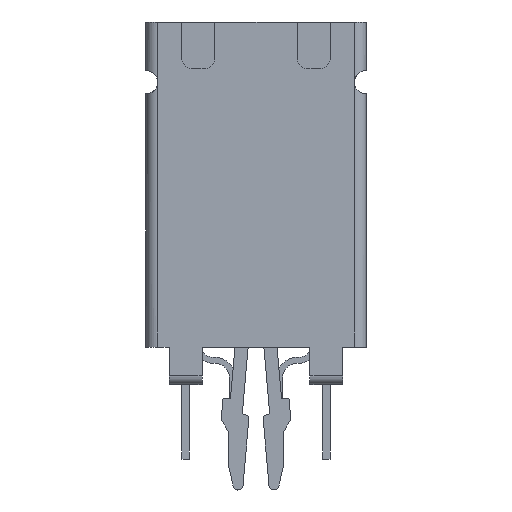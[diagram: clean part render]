
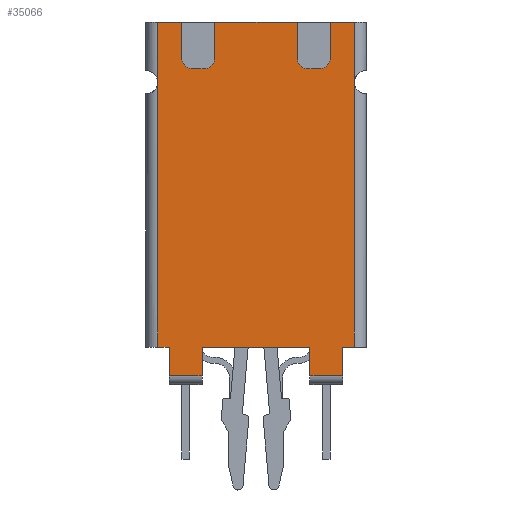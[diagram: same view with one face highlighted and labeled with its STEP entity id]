
A CAD part, left-side view. The second image highlights one B-rep face of the part: STEP entity #35066.
In plain terms, the highlighted planar face has unit normal (-1, 0, 0).
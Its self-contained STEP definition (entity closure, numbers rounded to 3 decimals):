
#72=DIRECTION('',(0.,0.,1.));
#73=VECTOR('',#72,11.3);
#74=CARTESIAN_POINT('',(-36.935,-4.2,-13.87));
#75=LINE('',#74,#73);
#76=DIRECTION('',(0.,1.,0.));
#77=VECTOR('',#76,0.5);
#78=CARTESIAN_POINT('',(-36.935,-4.2,-13.87));
#79=LINE('',#78,#77);
#80=DIRECTION('',(0.,0.,-1.));
#81=VECTOR('',#80,1.22);
#82=CARTESIAN_POINT('',(-36.935,-3.7,-13.87));
#83=LINE('',#82,#81);
#84=DIRECTION('',(0.,-1.,0.));
#85=VECTOR('',#84,1.4);
#86=CARTESIAN_POINT('',(-36.935,-2.3,-15.09));
#87=LINE('',#86,#85);
#88=DIRECTION('',(0.,0.,1.));
#89=VECTOR('',#88,1.22);
#90=CARTESIAN_POINT('',(-36.935,-2.3,-15.09));
#91=LINE('',#90,#89);
#92=DIRECTION('',(0.,1.,0.));
#93=VECTOR('',#92,4.6);
#94=CARTESIAN_POINT('',(-36.935,-2.3,-13.87));
#95=LINE('',#94,#93);
#96=DIRECTION('',(0.,0.,-1.));
#97=VECTOR('',#96,1.22);
#98=CARTESIAN_POINT('',(-36.935,2.3,-13.87));
#99=LINE('',#98,#97);
#100=DIRECTION('',(0.,-1.,0.));
#101=VECTOR('',#100,1.4);
#102=CARTESIAN_POINT('',(-36.935,3.7,-15.09));
#103=LINE('',#102,#101);
#104=DIRECTION('',(0.,0.,1.));
#105=VECTOR('',#104,1.22);
#106=CARTESIAN_POINT('',(-36.935,3.7,-15.09));
#107=LINE('',#106,#105);
#108=DIRECTION('',(0.,1.,0.));
#109=VECTOR('',#108,0.5);
#110=CARTESIAN_POINT('',(-36.935,3.7,-13.87));
#111=LINE('',#110,#109);
#112=DIRECTION('',(0.,0.,-1.));
#113=VECTOR('',#112,11.3);
#114=CARTESIAN_POINT('',(-36.935,4.2,-2.57));
#115=LINE('',#114,#113);
#116=DIRECTION('',(0.,0.,-1.));
#117=VECTOR('',#116,2.57);
#118=CARTESIAN_POINT('',(-36.935,4.2,0.));
#119=LINE('',#118,#117);
#120=DIRECTION('',(0.,-1.,0.));
#121=VECTOR('',#120,1.025);
#122=CARTESIAN_POINT('',(-36.935,4.2,0.));
#123=LINE('',#122,#121);
#124=DIRECTION('',(0.,0.,-1.));
#125=VECTOR('',#124,1.5);
#126=CARTESIAN_POINT('',(-36.935,3.175,0.));
#127=LINE('',#126,#125);
#128=CARTESIAN_POINT('',(-36.935,2.675,-1.5));
#129=DIRECTION('',(1.,0.,0.));
#130=DIRECTION('',(0.,0.,-1.));
#131=AXIS2_PLACEMENT_3D('',#128,#129,#130);
#133=DIRECTION('',(0.,1.,0.));
#134=VECTOR('',#133,0.42);
#135=CARTESIAN_POINT('',(-36.935,2.255,-2.));
#136=LINE('',#135,#134);
#137=CARTESIAN_POINT('',(-36.935,2.255,-1.5));
#138=DIRECTION('',(1.,0.,0.));
#139=DIRECTION('',(0.,-1.,0.));
#140=AXIS2_PLACEMENT_3D('',#137,#138,#139);
#142=DIRECTION('',(0.,0.,-1.));
#143=VECTOR('',#142,1.5);
#144=CARTESIAN_POINT('',(-36.935,1.755,0.));
#145=LINE('',#144,#143);
#146=DIRECTION('',(0.,-1.,0.));
#147=VECTOR('',#146,3.51);
#148=CARTESIAN_POINT('',(-36.935,1.755,0.));
#149=LINE('',#148,#147);
#150=DIRECTION('',(0.,0.,-1.));
#151=VECTOR('',#150,1.5);
#152=CARTESIAN_POINT('',(-36.935,-1.755,0.));
#153=LINE('',#152,#151);
#154=CARTESIAN_POINT('',(-36.935,-2.255,-1.5));
#155=DIRECTION('',(1.,0.,0.));
#156=DIRECTION('',(0.,0.,-1.));
#157=AXIS2_PLACEMENT_3D('',#154,#155,#156);
#159=DIRECTION('',(0.,1.,0.));
#160=VECTOR('',#159,0.42);
#161=CARTESIAN_POINT('',(-36.935,-2.675,-2.));
#162=LINE('',#161,#160);
#163=CARTESIAN_POINT('',(-36.935,-2.675,-1.5));
#164=DIRECTION('',(1.,0.,0.));
#165=DIRECTION('',(0.,-1.,0.));
#166=AXIS2_PLACEMENT_3D('',#163,#164,#165);
#168=DIRECTION('',(0.,0.,-1.));
#169=VECTOR('',#168,1.5);
#170=CARTESIAN_POINT('',(-36.935,-3.175,0.));
#171=LINE('',#170,#169);
#172=DIRECTION('',(0.,-1.,0.));
#173=VECTOR('',#172,1.025);
#174=CARTESIAN_POINT('',(-36.935,-3.175,0.));
#175=LINE('',#174,#173);
#176=DIRECTION('',(0.,0.,1.));
#177=VECTOR('',#176,2.57);
#178=CARTESIAN_POINT('',(-36.935,-4.2,-2.57));
#179=LINE('',#178,#177);
#26840=CARTESIAN_POINT('',(-36.935,-3.175,0.));
#26841=CARTESIAN_POINT('',(-36.935,-3.175,-1.5));
#26842=VERTEX_POINT('',#26840);
#26843=VERTEX_POINT('',#26841);
#26844=CARTESIAN_POINT('',(-36.935,-2.675,-2.));
#26845=VERTEX_POINT('',#26844);
#26846=CARTESIAN_POINT('',(-36.935,-2.255,-2.));
#26847=VERTEX_POINT('',#26846);
#26848=CARTESIAN_POINT('',(-36.935,-1.755,-1.5));
#26849=VERTEX_POINT('',#26848);
#26850=CARTESIAN_POINT('',(-36.935,-1.755,0.));
#26851=VERTEX_POINT('',#26850);
#26852=CARTESIAN_POINT('',(-36.935,1.755,0.));
#26853=CARTESIAN_POINT('',(-36.935,1.755,-1.5));
#26854=VERTEX_POINT('',#26852);
#26855=VERTEX_POINT('',#26853);
#26856=CARTESIAN_POINT('',(-36.935,2.255,-2.));
#26857=VERTEX_POINT('',#26856);
#26858=CARTESIAN_POINT('',(-36.935,2.675,-2.));
#26859=VERTEX_POINT('',#26858);
#26860=CARTESIAN_POINT('',(-36.935,3.175,-1.5));
#26861=VERTEX_POINT('',#26860);
#26862=CARTESIAN_POINT('',(-36.935,3.175,0.));
#26863=VERTEX_POINT('',#26862);
#26888=CARTESIAN_POINT('',(-36.935,-2.3,-13.87));
#26889=CARTESIAN_POINT('',(-36.935,2.3,-13.87));
#26890=VERTEX_POINT('',#26888);
#26891=VERTEX_POINT('',#26889);
#27320=CARTESIAN_POINT('',(-36.935,-3.7,-13.87));
#27321=VERTEX_POINT('',#27320);
#27322=CARTESIAN_POINT('',(-36.935,3.7,-13.87));
#27323=VERTEX_POINT('',#27322);
#27325=CARTESIAN_POINT('',(-36.935,-4.2,-13.87));
#27327=VERTEX_POINT('',#27325);
#27328=CARTESIAN_POINT('',(-36.935,-4.2,-2.57));
#27329=VERTEX_POINT('',#27328);
#27331=CARTESIAN_POINT('',(-36.935,-4.2,0.));
#27333=VERTEX_POINT('',#27331);
#27338=CARTESIAN_POINT('',(-36.935,4.2,0.));
#27340=VERTEX_POINT('',#27338);
#27341=CARTESIAN_POINT('',(-36.935,4.2,-2.57));
#27342=VERTEX_POINT('',#27341);
#27344=CARTESIAN_POINT('',(-36.935,4.2,-13.87));
#27346=VERTEX_POINT('',#27344);
#27415=CARTESIAN_POINT('',(-36.935,2.3,-15.09));
#27417=VERTEX_POINT('',#27415);
#27421=CARTESIAN_POINT('',(-36.935,3.7,-15.09));
#27422=VERTEX_POINT('',#27421);
#27423=CARTESIAN_POINT('',(-36.935,-3.7,-15.09));
#27425=VERTEX_POINT('',#27423);
#27429=CARTESIAN_POINT('',(-36.935,-2.3,-15.09));
#27430=VERTEX_POINT('',#27429);
#35007=CARTESIAN_POINT('',(-36.935,0.,0.));
#35008=DIRECTION('',(1.,0.,0.));
#35009=DIRECTION('',(0.,0.,-1.));
#35010=AXIS2_PLACEMENT_3D('',#35007,#35008,#35009);
#35011=PLANE('',#35010);
#35013=ORIENTED_EDGE('',*,*,#35012,.F.);
#35015=ORIENTED_EDGE('',*,*,#35014,.T.);
#35017=ORIENTED_EDGE('',*,*,#35016,.T.);
#35019=ORIENTED_EDGE('',*,*,#35018,.F.);
#35021=ORIENTED_EDGE('',*,*,#35020,.T.);
#35023=ORIENTED_EDGE('',*,*,#35022,.T.);
#35025=ORIENTED_EDGE('',*,*,#35024,.T.);
#35027=ORIENTED_EDGE('',*,*,#35026,.F.);
#35029=ORIENTED_EDGE('',*,*,#35028,.T.);
#35031=ORIENTED_EDGE('',*,*,#35030,.T.);
#35033=ORIENTED_EDGE('',*,*,#35032,.F.);
#35035=ORIENTED_EDGE('',*,*,#35034,.F.);
#35037=ORIENTED_EDGE('',*,*,#35036,.T.);
#35039=ORIENTED_EDGE('',*,*,#35038,.T.);
#35041=ORIENTED_EDGE('',*,*,#35040,.F.);
#35043=ORIENTED_EDGE('',*,*,#35042,.F.);
#35045=ORIENTED_EDGE('',*,*,#35044,.F.);
#35047=ORIENTED_EDGE('',*,*,#35046,.F.);
#35049=ORIENTED_EDGE('',*,*,#35048,.T.);
#35051=ORIENTED_EDGE('',*,*,#35050,.T.);
#35053=ORIENTED_EDGE('',*,*,#35052,.F.);
#35055=ORIENTED_EDGE('',*,*,#35054,.F.);
#35057=ORIENTED_EDGE('',*,*,#35056,.F.);
#35059=ORIENTED_EDGE('',*,*,#35058,.F.);
#35061=ORIENTED_EDGE('',*,*,#35060,.T.);
#35063=ORIENTED_EDGE('',*,*,#35062,.F.);
#35064=EDGE_LOOP('',(#35013,#35015,#35017,#35019,#35021,#35023,#35025,#35027,
#35029,#35031,#35033,#35035,#35037,#35039,#35041,#35043,#35045,#35047,#35049,
#35051,#35053,#35055,#35057,#35059,#35061,#35063));
#35065=FACE_OUTER_BOUND('',#35064,.F.);
#35066=ADVANCED_FACE('',(#35065),#35011,.F.);
#132=CIRCLE('',#131,0.5);
#141=CIRCLE('',#140,0.5);
#158=CIRCLE('',#157,0.5);
#167=CIRCLE('',#166,0.5);
#35012=EDGE_CURVE('',#27327,#27329,#75,.T.);
#35014=EDGE_CURVE('',#27327,#27321,#79,.T.);
#35016=EDGE_CURVE('',#27321,#27425,#83,.T.);
#35018=EDGE_CURVE('',#27430,#27425,#87,.T.);
#35020=EDGE_CURVE('',#27430,#26890,#91,.T.);
#35022=EDGE_CURVE('',#26890,#26891,#95,.T.);
#35024=EDGE_CURVE('',#26891,#27417,#99,.T.);
#35026=EDGE_CURVE('',#27422,#27417,#103,.T.);
#35028=EDGE_CURVE('',#27422,#27323,#107,.T.);
#35030=EDGE_CURVE('',#27323,#27346,#111,.T.);
#35032=EDGE_CURVE('',#27342,#27346,#115,.T.);
#35034=EDGE_CURVE('',#27340,#27342,#119,.T.);
#35036=EDGE_CURVE('',#27340,#26863,#123,.T.);
#35038=EDGE_CURVE('',#26863,#26861,#127,.T.);
#35040=EDGE_CURVE('',#26859,#26861,#132,.T.);
#35042=EDGE_CURVE('',#26857,#26859,#136,.T.);
#35044=EDGE_CURVE('',#26855,#26857,#141,.T.);
#35046=EDGE_CURVE('',#26854,#26855,#145,.T.);
#35048=EDGE_CURVE('',#26854,#26851,#149,.T.);
#35050=EDGE_CURVE('',#26851,#26849,#153,.T.);
#35052=EDGE_CURVE('',#26847,#26849,#158,.T.);
#35054=EDGE_CURVE('',#26845,#26847,#162,.T.);
#35056=EDGE_CURVE('',#26843,#26845,#167,.T.);
#35058=EDGE_CURVE('',#26842,#26843,#171,.T.);
#35060=EDGE_CURVE('',#26842,#27333,#175,.T.);
#35062=EDGE_CURVE('',#27329,#27333,#179,.T.);
